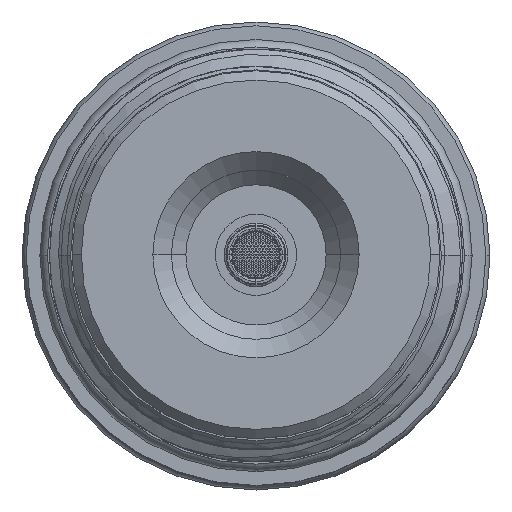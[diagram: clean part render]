
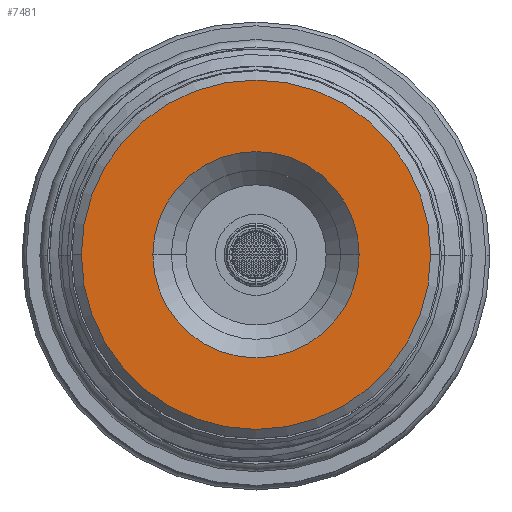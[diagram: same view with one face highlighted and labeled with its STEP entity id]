
A CAD part, top view. The second image highlights one B-rep face of the part: STEP entity #7481.
In plain terms, the highlighted planar face has unit normal (0, 0, 1).
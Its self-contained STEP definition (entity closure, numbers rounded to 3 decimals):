
#1482 = DIRECTION ( 'NONE',  ( 1., 0., 0. ) ) ;
#2674 = DIRECTION ( 'NONE',  ( 0., 0., -1. ) ) ;
#6534 = AXIS2_PLACEMENT_3D ( 'NONE', #51131, #25095, #37601 ) ;
#7481 = ADVANCED_FACE ( 'NONE', ( #34194, #42960 ), #48800, .T. ) ;
#7891 = CIRCLE ( 'NONE', #28605, 15.075 ) ;
#10889 = ORIENTED_EDGE ( 'NONE', *, *, #43797, .F. ) ;
#11058 = CARTESIAN_POINT ( 'NONE',  ( 0., 0., 108.85 ) ) ;
#13706 = CARTESIAN_POINT ( 'NONE',  ( -15.075, 0., 108.85 ) ) ;
#16643 = VERTEX_POINT ( 'NONE', #37198 ) ;
#17293 = ORIENTED_EDGE ( 'NONE', *, *, #54160, .F. ) ;
#19705 = EDGE_CURVE ( 'NONE', #46667, #28640, #7891, .T. ) ;
#21227 = AXIS2_PLACEMENT_3D ( 'NONE', #11058, #45955, #28410 ) ;
#22968 = DIRECTION ( 'NONE',  ( 0., 0., 1. ) ) ;
#23956 = CARTESIAN_POINT ( 'NONE',  ( 0., 0., 108.85 ) ) ;
#24452 = CARTESIAN_POINT ( 'NONE',  ( 15.075, 0., 108.85 ) ) ;
#24463 = AXIS2_PLACEMENT_3D ( 'NONE', #53714, #44872, #53358 ) ;
#25095 = DIRECTION ( 'NONE',  ( 0., 0., 1. ) ) ;
#28410 = DIRECTION ( 'NONE',  ( 1., 0., 0. ) ) ;
#28429 = AXIS2_PLACEMENT_3D ( 'NONE', #13706, #22968, #1482 ) ;
#28605 = AXIS2_PLACEMENT_3D ( 'NONE', #23956, #2674, #32477 ) ;
#28640 = VERTEX_POINT ( 'NONE', #24452 ) ;
#32265 = CIRCLE ( 'NONE', #21227, 8.9 ) ;
#32477 = DIRECTION ( 'NONE',  ( -1., 0., 0. ) ) ;
#33886 = EDGE_LOOP ( 'NONE', ( #37593, #10889 ) ) ;
#34194 = FACE_OUTER_BOUND ( 'NONE', #33886, .T. ) ;
#36615 = ORIENTED_EDGE ( 'NONE', *, *, #46987, .F. ) ;
#36735 = EDGE_LOOP ( 'NONE', ( #17293, #36615 ) ) ;
#37198 = CARTESIAN_POINT ( 'NONE',  ( -8.9, 0., 108.85 ) ) ;
#37593 = ORIENTED_EDGE ( 'NONE', *, *, #19705, .F. ) ;
#37601 = DIRECTION ( 'NONE',  ( 1., 0., 0. ) ) ;
#37617 = CIRCLE ( 'NONE', #6534, 8.9 ) ;
#42960 = FACE_BOUND ( 'NONE', #36735, .T. ) ;
#43797 = EDGE_CURVE ( 'NONE', #28640, #46667, #53914, .T. ) ;
#44872 = DIRECTION ( 'NONE',  ( 0., 0., -1. ) ) ;
#45388 = VERTEX_POINT ( 'NONE', #48086 ) ;
#45955 = DIRECTION ( 'NONE',  ( 0., 0., 1. ) ) ;
#46667 = VERTEX_POINT ( 'NONE', #51286 ) ;
#46987 = EDGE_CURVE ( 'NONE', #16643, #45388, #32265, .T. ) ;
#48086 = CARTESIAN_POINT ( 'NONE',  ( 8.9, 0., 108.85 ) ) ;
#48800 = PLANE ( 'NONE',  #28429 ) ;
#51131 = CARTESIAN_POINT ( 'NONE',  ( 0., 0., 108.85 ) ) ;
#51286 = CARTESIAN_POINT ( 'NONE',  ( -15.075, 0., 108.85 ) ) ;
#53358 = DIRECTION ( 'NONE',  ( -1., 0., 0. ) ) ;
#53714 = CARTESIAN_POINT ( 'NONE',  ( 0., 0., 108.85 ) ) ;
#53914 = CIRCLE ( 'NONE', #24463, 15.075 ) ;
#54160 = EDGE_CURVE ( 'NONE', #45388, #16643, #37617, .T. ) ;
